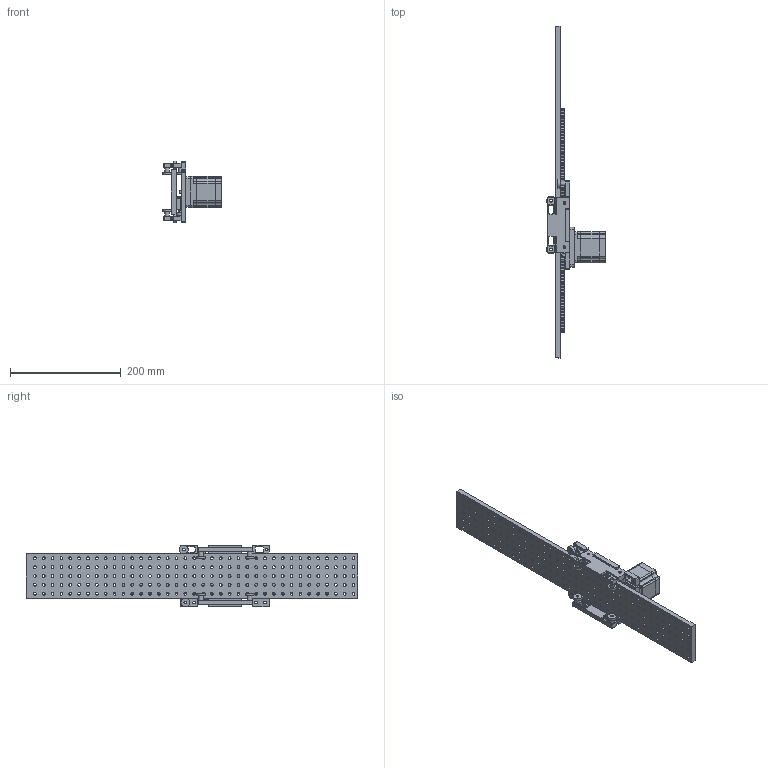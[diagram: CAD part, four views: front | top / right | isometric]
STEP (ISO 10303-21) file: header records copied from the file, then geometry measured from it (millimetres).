
FILE_DESCRIPTION(/* description */ (''),/* implementation_level */ '2;1');
FILE_NAME(/* name */ 'fab_axis_big v35.step',/* time_stamp */ '2020-04-27T15:56:41+02:00',/* author */ (''),/* organization */ (''),/* preprocessor_version */ 'ST-DEVELOPER v18.1',/* originating_system */ 'Autodesk Translation Framework v9.2.0.1227',/* authorisation */ '');
FILE_SCHEMA (('AUTOMOTIVE_DESIGN { 1 0 10303 214 3 1 1 }'));
Length unit declared in the file: millimetre
Products named in the file (13): fab_axis_big; rail; wagon_plate; Component3; Motor; Component8; Nema 23 Stepper Motor; wagon_side; wagon_side (1); wagon_side_mirror; wheel; Component14; rack_405
Assembly tree (19 placements, depth 3):
  fab_axis_big
    rail
    wagon_plate
      Component3
      Component14
    Motor
      Component8
      Nema 23 Stepper Motor
    wagon_side
      wagon_side (1)
      wagon_side_mirror
      wheel
    Component14  x7
    rack_405
Bounding box: 106.32 x 600 x 112 mm (x, y, z)
Volume: 798566 mm3; surface area: 254846.9 mm2
Topology: 18 solids, 18 shells, 963 faces, 2756 edges, 1841 vertices
Faces by surface type: cylinder 578, plane 223, bspline 162
Full cylindrical faces by diameter (mm): 5 x259, 5.1 x4, 6.35 x1, 8 x9, 16 x9, 38.1 x1, 40 x2
Entity records: 37384 total; most frequent: CARTESIAN_POINT 11439, ORIENTED_EDGE 5386, DIRECTION 5078, EDGE_CURVE 2693, AXIS2_PLACEMENT_3D 1918, VERTEX_POINT 1799, EDGE_LOOP 1472, LINE 1242
